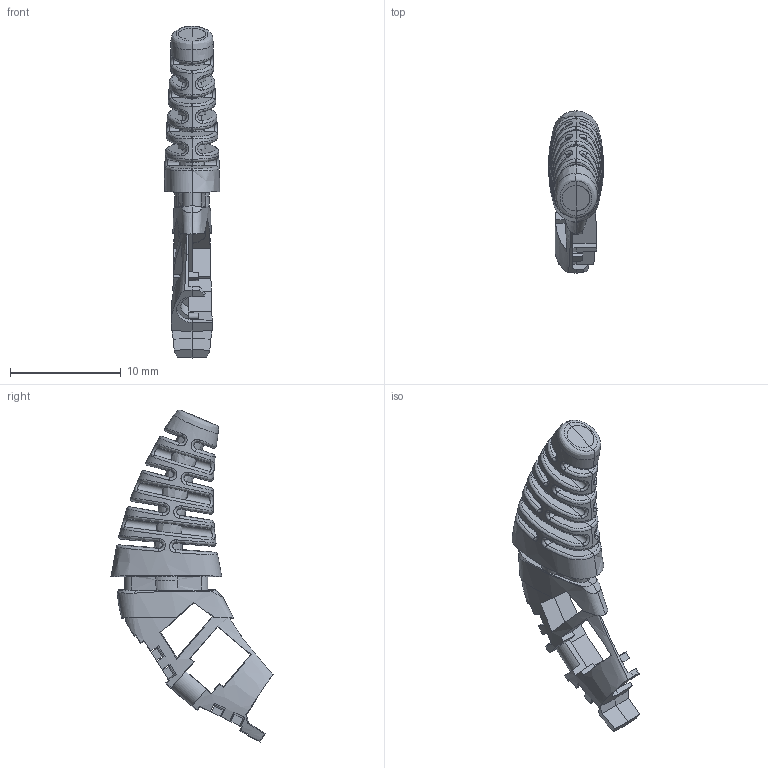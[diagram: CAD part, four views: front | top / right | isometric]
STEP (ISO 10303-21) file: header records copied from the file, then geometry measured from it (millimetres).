
FILE_DESCRIPTION (( 'STEP AP203' ), '1' );
FILE_NAME ('7146-01008_STRAIN_RELIEF_Rev-H.STEP', '2019-07-16T18:15:48', ( '' ), ( '' ), 'SwSTEP 2.0', 'SolidWorks 2018', '' );
FILE_SCHEMA (( 'CONFIG_CONTROL_DESIGN' ));
Length unit declared in the file: millimetre
Products named in the file (1): 7146-01008_STRAIN_RELIEF_Rev-H
Bounding box: 4.98 x 14.63 x 29.98 mm (x, y, z)
Volume: 472.8 mm3; surface area: 1094.8 mm2
Topology: 2 solids, 2 shells, 407 faces, 1111 edges, 677 vertices
Faces by surface type: plane 172, bspline 92, cylinder 69, cone 36, sphere 34, torus 4
Entity records: 29814 total; most frequent: CARTESIAN_POINT 21144, ORIENTED_EDGE 2126, DIRECTION 1338, EDGE_CURVE 1063, VERTEX_POINT 649, AXIS2_PLACEMENT_3D 483, B_SPLINE_CURVE_WITH_KNOTS 471, EDGE_LOOP 410
